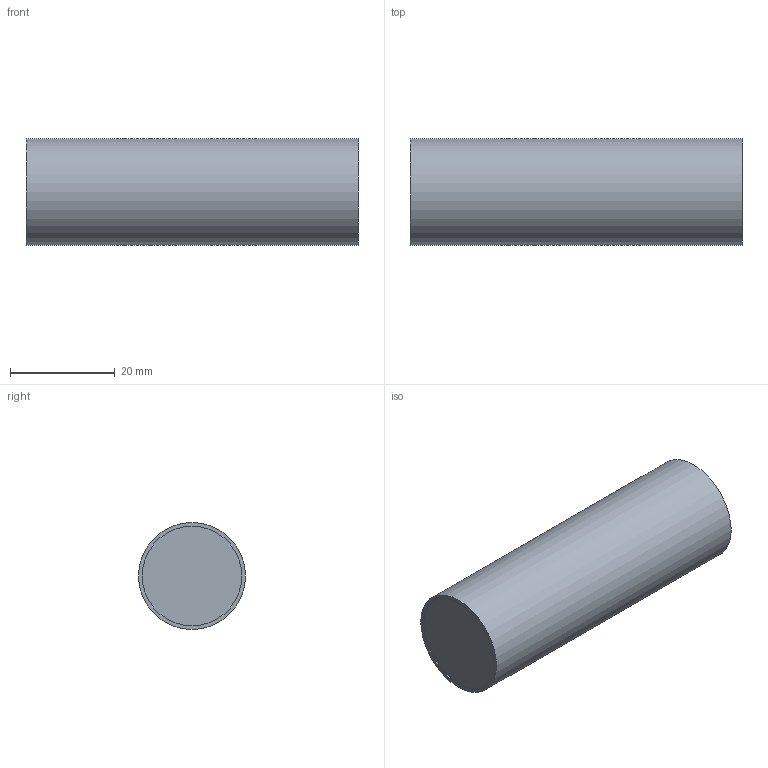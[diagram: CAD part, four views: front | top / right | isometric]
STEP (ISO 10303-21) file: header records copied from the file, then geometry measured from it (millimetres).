
FILE_DESCRIPTION(/* description */ ('STEP AP242','CAx-IF Rec.Pracs.---Representation and Presentation of Product Manufacturing Information (PMI)---4.0---2014-10-13','CAx-IF Rec.Pracs.---3D Tessellated Geometry---0.4---2014-09-14','2;1'),/* implementation_level */ '2;1');
FILE_NAME(/* name */ '61f6b6821218122d01937b24',/* time_stamp */ '2022-01-30T16:02:10+00:00',/* author */ (''),/* organization */ (''),/* preprocessor_version */ 'ST-DEVELOPER v18.101',/* originating_system */ ' ',/* authorisation */ ' ');
FILE_SCHEMA (('AP242_MANAGED_MODEL_BASED_3D_ENGINEERING_MIM_LF { 1 0 10303 442 1 1 4 }'));
Length unit declared in the file: metre
Products named in the file (1): CaF_dt_A
Bounding box: 63.5 x 20.45 x 20.45 mm (x, y, z)
Volume: 20271.6 mm3; surface area: 15688.2 mm2
Topology: 1 solids, 20 shells, 62 faces, 63 edges, 42 vertices
Faces by surface type: plane 41, cylinder 21
Full cylindrical faces by diameter (mm): 19.05 x20, 20.447 x1
Entity records: 1028 total; most frequent: DIRECTION 210, CARTESIAN_POINT 147, AXIS2_PLACEMENT_3D 105, ORIENTED_EDGE 84, EDGE_LOOP 84, FACE_BOUND 84, ADVANCED_FACE 62, EDGE_CURVE 42
